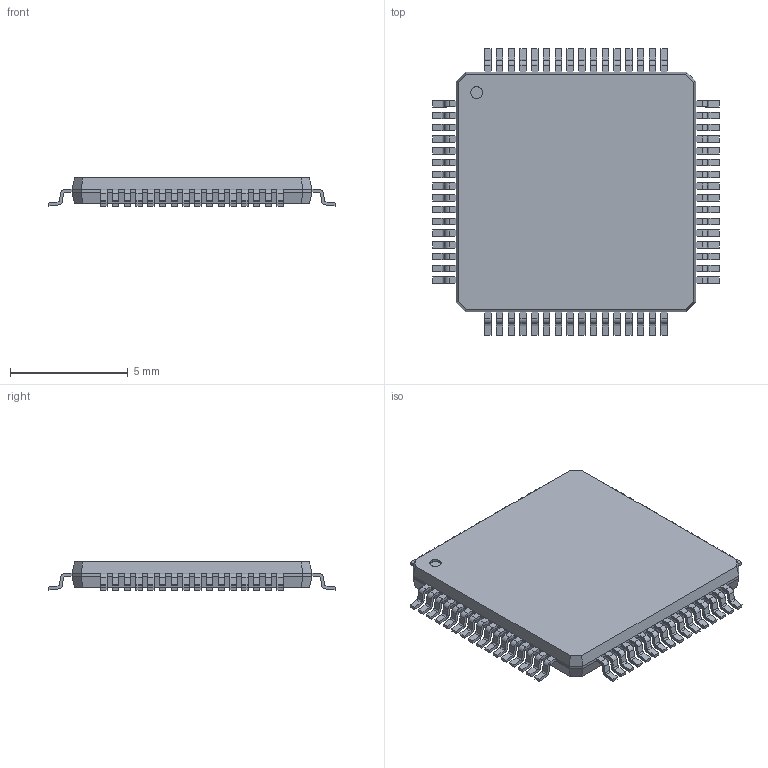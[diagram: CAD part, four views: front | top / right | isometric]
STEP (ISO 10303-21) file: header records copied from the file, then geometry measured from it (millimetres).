
FILE_DESCRIPTION((''),'2;1');
FILE_NAME('QFP50P1200X1200X120-64N.stp','2011-12-05T13:22:57',(''),(''),'Mechanical Desktop 2011','Mechanical Desktop 2011',', , ');
FILE_SCHEMA(('AUTOMOTIVE_DESIGN { 1 2 10303 214 1 1 1 1 }'));
Length unit declared in the file: millimetre
Products named in the file (1): Product
Bounding box: 12.2 x 12.2 x 1.2 mm (x, y, z)
Volume: 115.3 mm3; surface area: 319 mm2
Topology: 65 solids, 65 shells, 924 faces, 2365 edges, 1572 vertices
Faces by surface type: bspline 448, plane 346, cylinder 130
Entity records: 29525 total; most frequent: CARTESIAN_POINT 7998, ORIENTED_EDGE 4730, DIRECTION 3835, EDGE_CURVE 2365, VECTOR 1849, LINE 1849, VERTEX_POINT 1572, AXIS2_PLACEMENT_3D 993
